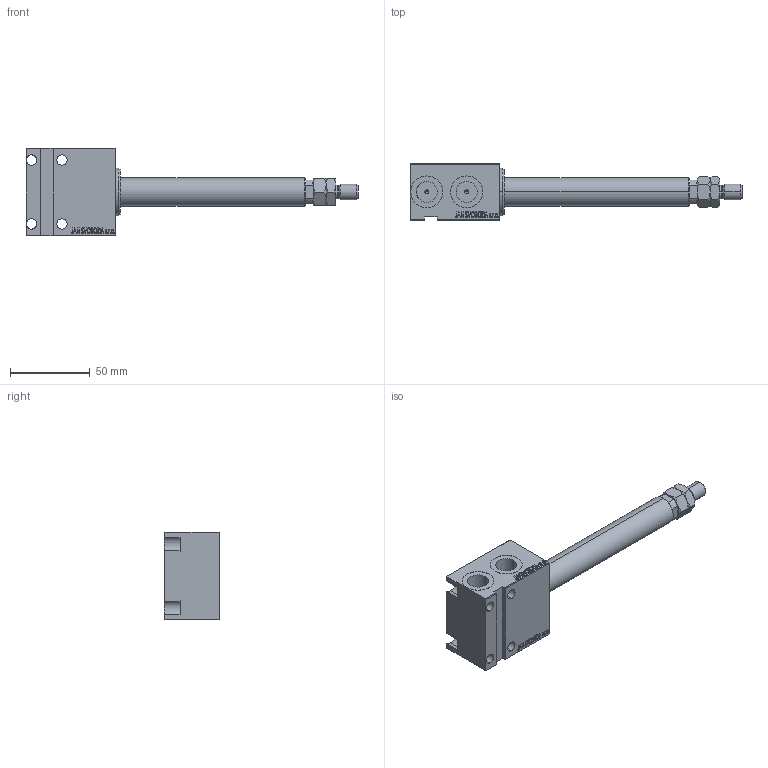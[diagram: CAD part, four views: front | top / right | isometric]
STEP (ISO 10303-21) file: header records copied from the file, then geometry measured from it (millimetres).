
FILE_DESCRIPTION (( 'STEP AP203' ), '1' );
FILE_NAME ('e29c.STEP', '2022-04-17T02:32:48', ( '' ), ( '' ), 'SwSTEP 2.0', 'SolidWorks 2019', '' );
FILE_SCHEMA (( 'CONFIG_CONTROL_DESIGN' ));
Length unit declared in the file: millimetre
Products named in the file (5): V450CM_E_VCP 46e099684e5abd1d8cb5b4feacaa5f0d; e29c; MTA 46e099684e5abd1d8cb5b4feacaa5f0d; V450CM_E_Body 46e099684e5abd1d8cb5b4feacaa5f0d; V450CM_VC_B 46e099684e5abd1d8cb5b4feacaa5f0d
Assembly tree (4 placements, depth 2):
  e29c
    V450CM_E_Body 46e099684e5abd1d8cb5b4feacaa5f0d
    V450CM_E_VCP 46e099684e5abd1d8cb5b4feacaa5f0d
    V450CM_VC_B 46e099684e5abd1d8cb5b4feacaa5f0d
    MTA 46e099684e5abd1d8cb5b4feacaa5f0d
Bounding box: 208 x 35 x 55 mm (x, y, z)
Volume: 129441.4 mm3; surface area: 40052.8 mm2
Topology: 4 solids, 4 shells, 927 faces, 2372 edges, 1559 vertices
Faces by surface type: plane 431, bspline 380, cylinder 72, cone 42, torus 2
Entity records: 45791 total; most frequent: CARTESIAN_POINT 25355, ORIENTED_EDGE 4740, DIRECTION 2822, EDGE_CURVE 2370, VERTEX_POINT 1559, LINE 1362, VECTOR 1362, EDGE_LOOP 1057
